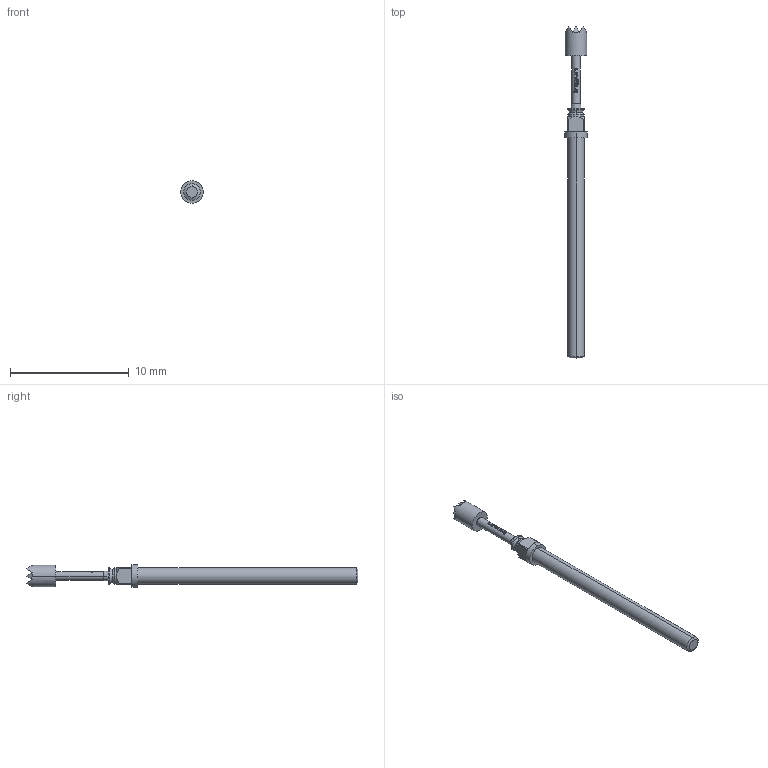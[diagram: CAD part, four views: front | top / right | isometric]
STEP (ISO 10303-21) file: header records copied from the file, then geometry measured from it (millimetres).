
FILE_DESCRIPTION (( 'STEP AP203' ), '1' );
FILE_NAME ('INGUN_GKS-899_306_180_A_xx02_M.STEP', '2021-10-28T11:48:29', ( 'ochi' ), ( '' ), 'SwSTEP 2.0', 'SolidWorks 2018', '' );
FILE_SCHEMA (( 'CONFIG_CONTROL_DESIGN' ));
Length unit declared in the file: millimetre
Products named in the file (1): INGUN_GKS-899_306_180_A_xx02_M
Bounding box: 1.9 x 27.9 x 1.9 mm (x, y, z)
Volume: 39.5 mm3; surface area: 126.9 mm2
Topology: 1 solids, 1 shells, 129 faces, 312 edges, 195 vertices
Faces by surface type: plane 68, bspline 33, cylinder 18, cone 6, torus 4
Entity records: 4681 total; most frequent: CARTESIAN_POINT 2078, ORIENTED_EDGE 624, DIRECTION 356, EDGE_CURVE 312, VERTEX_POINT 195, B_SPLINE_CURVE_WITH_KNOTS 162, EDGE_LOOP 139, AXIS2_PLACEMENT_3D 139
